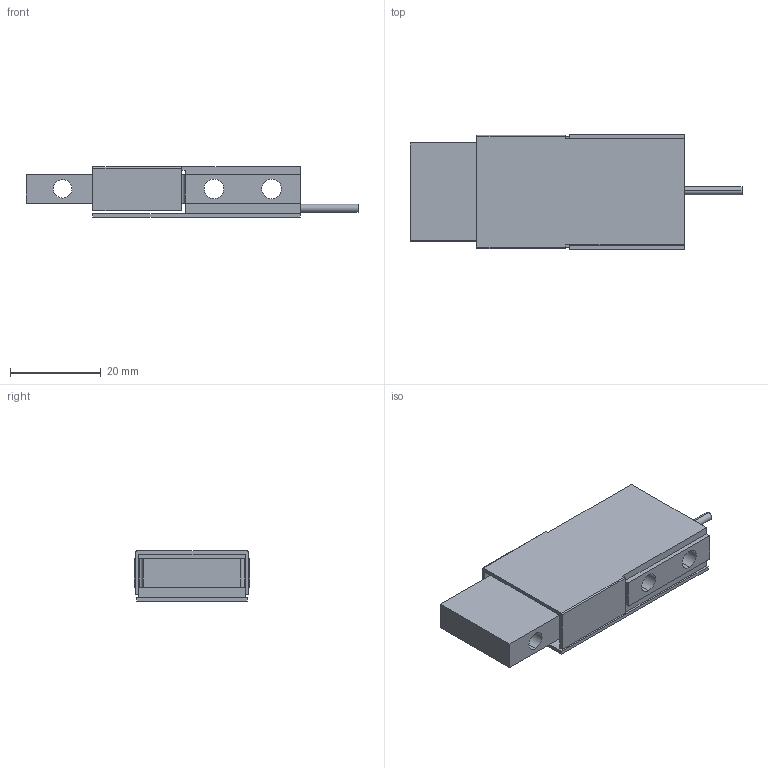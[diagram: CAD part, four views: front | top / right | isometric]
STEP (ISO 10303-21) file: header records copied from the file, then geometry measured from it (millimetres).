
FILE_DESCRIPTION((''),'2;1');
FILE_NAME('LSM400.stp','2010-12-13T13:26:23',(''),(''),'Mechanical Desktop 2008','Mechanical Desktop 2008',', , ');
FILE_SCHEMA(('CONFIG_CONTROL_DESIGN'));
Length unit declared in the file: inch
Products named in the file (4): FI1124-A; ~PART1; 26; NEWDWG
Assembly tree (184 placements, depth 3):
  FI1124-A
    ~PART1
    26  x154
    NEWDWG  x7
      26
Bounding box: 73.15 x 25.4 x 11.05 mm (x, y, z)
Volume: 11685.3 mm3; surface area: 8226.2 mm2
Topology: 1 solids, 2 shells, 50 faces, 130 edges, 86 vertices
Faces by surface type: plane 36, cylinder 14
Entity records: 3123 total; most frequent: DIRECTION 628, CARTESIAN_POINT 451, AXIS2_PLACEMENT_3D 263, ORIENTED_EDGE 260, PRODUCT_DEFINITION_SHAPE 188, ITEM_DEFINED_TRANSFORMATION 184, NEXT_ASSEMBLY_USAGE_OCCURRENCE 184, CONTEXT_DEPENDENT_SHAPE_REPRESENTATION 184
